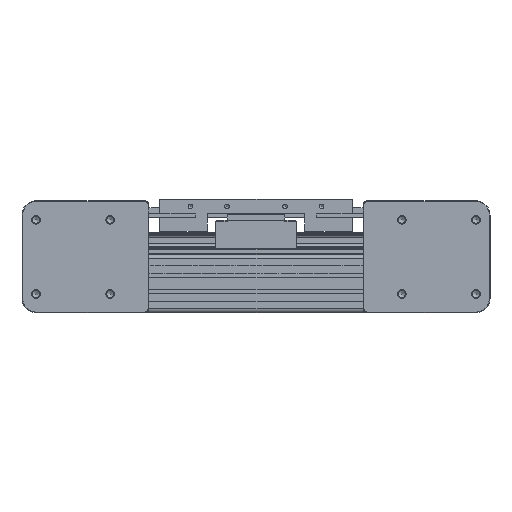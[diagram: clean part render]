
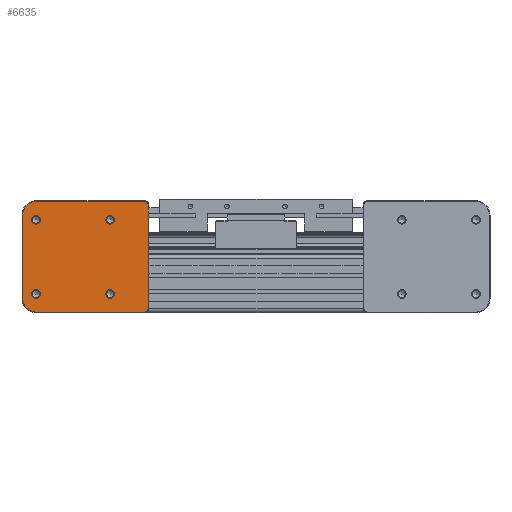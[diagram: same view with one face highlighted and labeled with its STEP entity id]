
A CAD part, left-side view. The second image highlights one B-rep face of the part: STEP entity #6635.
In plain terms, the highlighted planar face has unit normal (-1, 0, 0).
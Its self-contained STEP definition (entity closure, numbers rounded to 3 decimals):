
#4706=CARTESIAN_POINT('',(-22.9,241.456,-27.131));
#4707=VERTEX_POINT('',#4706);
#4708=CARTESIAN_POINT('',(-22.9,244.456,-27.131));
#4709=DIRECTION('',(1.0,0.0,0.0));
#4710=DIRECTION('',(0.0,-1.0,0.0));
#4711=AXIS2_PLACEMENT_3D('',#4708,#4709,#4710);
#4712=CIRCLE('',#4711,3.);
#4713=EDGE_CURVE('',#4707,#4707,#4712,.T.);
#4763=CARTESIAN_POINT('',(-22.9,193.544,-24.131));
#4764=VERTEX_POINT('',#4763);
#4765=CARTESIAN_POINT('',(-22.9,193.544,-27.131));
#4766=DIRECTION('',(1.0,0.0,0.0));
#4767=DIRECTION('',(0.0,0.0,1.0));
#4768=AXIS2_PLACEMENT_3D('',#4765,#4766,#4767);
#4769=CIRCLE('',#4768,3.);
#4770=EDGE_CURVE('',#4764,#4764,#4769,.T.);
#4820=CARTESIAN_POINT('',(-22.9,196.544,23.781));
#4821=VERTEX_POINT('',#4820);
#4822=CARTESIAN_POINT('',(-22.9,193.544,23.781));
#4823=DIRECTION('',(1.0,0.0,0.0));
#4824=DIRECTION('',(0.0,1.0,0.0));
#4825=AXIS2_PLACEMENT_3D('',#4822,#4823,#4824);
#4826=CIRCLE('',#4825,3.);
#4827=EDGE_CURVE('',#4821,#4821,#4826,.T.);
#4877=CARTESIAN_POINT('',(-22.9,244.456,20.781));
#4878=VERTEX_POINT('',#4877);
#4879=CARTESIAN_POINT('',(-22.9,244.456,23.781));
#4880=DIRECTION('',(1.0,0.0,0.0));
#4881=DIRECTION('',(0.0,0.0,-1.0));
#4882=AXIS2_PLACEMENT_3D('',#4879,#4880,#4881);
#4883=CIRCLE('',#4882,3.);
#4884=EDGE_CURVE('',#4878,#4878,#4883,.T.);
#6548=CARTESIAN_POINT('',(-22.9,187.,-40.));
#6549=DIRECTION('',(1.0,0.0,0.0));
#6550=DIRECTION('',(0.0,0.0,1.0));
#6551=AXIS2_PLACEMENT_3D('',#6548,#6549,#6550);
#6552=PLANE('',#6551);
#6553=CARTESIAN_POINT('',(-22.9,253.5,27.));
#6554=VERTEX_POINT('',#6553);
#6555=CARTESIAN_POINT('',(-22.9,253.5,-30.));
#6556=VERTEX_POINT('',#6555);
#6557=CARTESIAN_POINT('',(-22.9,253.5,27.));
#6558=DIRECTION('',(0.0,0.0,-1.0));
#6559=VECTOR('',#6558,57.);
#6560=LINE('',#6557,#6559);
#6561=EDGE_CURVE('',#6554,#6556,#6560,.T.);
#6562=ORIENTED_EDGE('',*,*,#6561,.T.);
#6563=CARTESIAN_POINT('',(-22.9,244.,-39.5));
#6564=VERTEX_POINT('',#6563);
#6565=CARTESIAN_POINT('',(-22.9,244.,-30.));
#6566=DIRECTION('',(-1.,0.,0.));
#6567=DIRECTION('',(0.,0.707,-0.707));
#6568=AXIS2_PLACEMENT_3D('',#6565,#6566,#6567);
#6569=CIRCLE('',#6568,9.5);
#6570=EDGE_CURVE('',#6556,#6564,#6569,.T.);
#6571=ORIENTED_EDGE('',*,*,#6570,.T.);
#6572=CARTESIAN_POINT('',(-22.9,170.,-39.5));
#6573=VERTEX_POINT('',#6572);
#6574=CARTESIAN_POINT('',(-22.9,244.,-39.5));
#6575=DIRECTION('',(0.0,-1.0,0.0));
#6576=VECTOR('',#6575,74.);
#6577=LINE('',#6574,#6576);
#6578=EDGE_CURVE('',#6564,#6573,#6577,.T.);
#6579=ORIENTED_EDGE('',*,*,#6578,.T.);
#6580=CARTESIAN_POINT('',(-22.9,167.5,-37.));
#6581=VERTEX_POINT('',#6580);
#6582=CARTESIAN_POINT('',(-22.9,170.,-37.));
#6583=DIRECTION('',(-1.,0.,0.));
#6584=DIRECTION('',(0.,-0.707,-0.707));
#6585=AXIS2_PLACEMENT_3D('',#6582,#6583,#6584);
#6586=CIRCLE('',#6585,2.5);
#6587=EDGE_CURVE('',#6573,#6581,#6586,.T.);
#6588=ORIENTED_EDGE('',*,*,#6587,.T.);
#6589=CARTESIAN_POINT('',(-22.9,167.5,34.));
#6590=VERTEX_POINT('',#6589);
#6591=CARTESIAN_POINT('',(-22.9,167.5,-37.));
#6592=DIRECTION('',(0.0,0.0,1.0));
#6593=VECTOR('',#6592,71.);
#6594=LINE('',#6591,#6593);
#6595=EDGE_CURVE('',#6581,#6590,#6594,.T.);
#6596=ORIENTED_EDGE('',*,*,#6595,.T.);
#6597=CARTESIAN_POINT('',(-22.9,170.,36.5));
#6598=VERTEX_POINT('',#6597);
#6599=CARTESIAN_POINT('',(-22.9,170.,34.));
#6600=DIRECTION('',(-1.0,0.,0.));
#6601=DIRECTION('',(0.,-0.707,0.707));
#6602=AXIS2_PLACEMENT_3D('',#6599,#6600,#6601);
#6603=CIRCLE('',#6602,2.5);
#6604=EDGE_CURVE('',#6590,#6598,#6603,.T.);
#6605=ORIENTED_EDGE('',*,*,#6604,.T.);
#6606=CARTESIAN_POINT('',(-22.9,244.,36.5));
#6607=VERTEX_POINT('',#6606);
#6608=CARTESIAN_POINT('',(-22.9,170.,36.5));
#6609=DIRECTION('',(0.0,1.0,0.0));
#6610=VECTOR('',#6609,74.);
#6611=LINE('',#6608,#6610);
#6612=EDGE_CURVE('',#6598,#6607,#6611,.T.);
#6613=ORIENTED_EDGE('',*,*,#6612,.T.);
#6614=CARTESIAN_POINT('',(-22.9,244.,27.));
#6615=DIRECTION('',(-1.,0.,0.));
#6616=DIRECTION('',(0.,0.707,0.707));
#6617=AXIS2_PLACEMENT_3D('',#6614,#6615,#6616);
#6618=CIRCLE('',#6617,9.5);
#6619=EDGE_CURVE('',#6607,#6554,#6618,.T.);
#6620=ORIENTED_EDGE('',*,*,#6619,.T.);
#6621=EDGE_LOOP('',(#6562,#6571,#6579,#6588,#6596,#6605,#6613,#6620));
#6622=FACE_OUTER_BOUND('',#6621,.T.);
#6623=ORIENTED_EDGE('',*,*,#4713,.T.);
#6624=EDGE_LOOP('',(#6623));
#6625=FACE_BOUND('',#6624,.T.);
#6626=ORIENTED_EDGE('',*,*,#4770,.T.);
#6627=EDGE_LOOP('',(#6626));
#6628=FACE_BOUND('',#6627,.T.);
#6629=ORIENTED_EDGE('',*,*,#4827,.T.);
#6630=EDGE_LOOP('',(#6629));
#6631=FACE_BOUND('',#6630,.T.);
#6632=ORIENTED_EDGE('',*,*,#4884,.T.);
#6633=EDGE_LOOP('',(#6632));
#6634=FACE_BOUND('',#6633,.T.);
#6635=ADVANCED_FACE('',(#6622,#6625,#6628,#6631,#6634),#6552,.F.);
